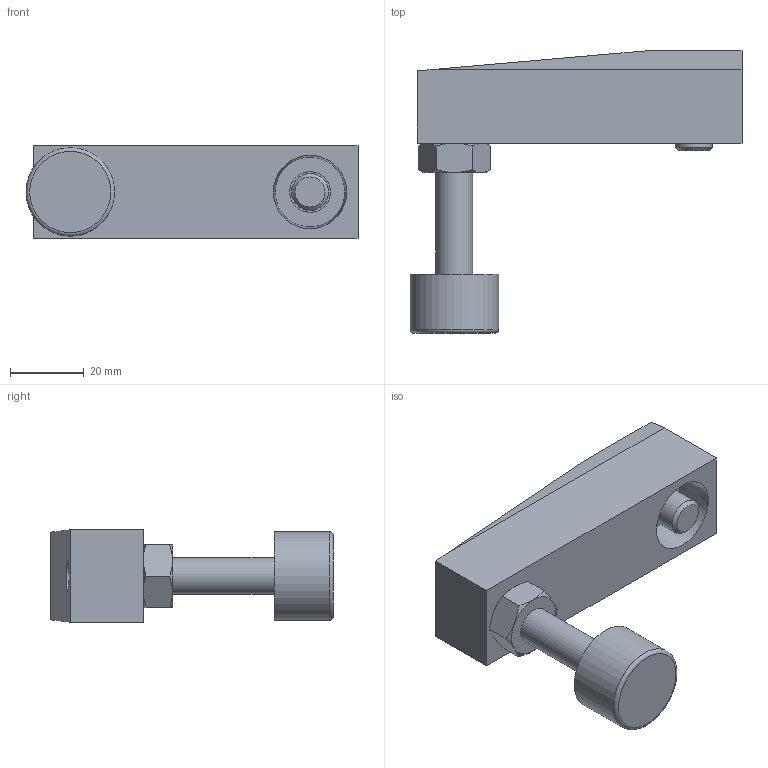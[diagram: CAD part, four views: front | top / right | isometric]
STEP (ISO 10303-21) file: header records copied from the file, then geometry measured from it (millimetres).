
FILE_DESCRIPTION(/* description */ ('STEP AP214'),/* implementation_level */ '2;1');
FILE_NAME(/* name */ '535555_CLR-50_63-FS',/* time_stamp */ '2024-07-25T08:58:23+02:00',/* author */ ('License CC BY-ND 4.0'),/* organization */ ('CADENAS'),/* preprocessor_version */ 'ST-DEVELOPER v19.3',/* originating_system */ 'PARTsolutions',/* authorisation */ ' ');
FILE_SCHEMA (('AUTOMOTIVE_DESIGN {1 0 10303 214 3 1 1}'));
Length unit declared in the file: millimetre
Products named in the file (5): 535555 CLR-50/63-FS; 535555 CLR-50/63-FS---(S); DIN 934 - M10(F); CLR-50/63-FS---(SPS); DIN-6912 - M10x20(F)
Assembly tree (4 placements, depth 2):
  535555 CLR-50/63-FS
    535555 CLR-50/63-FS---(S)
    DIN 934 - M10(F)
    CLR-50/63-FS---(SPS)
    DIN-6912 - M10x20(F)
Bounding box: 90 x 76.5 x 25 mm (x, y, z)
Volume: 59327.9 mm3; surface area: 17187.8 mm2
Topology: 4 solids, 4 shells, 66 faces, 134 edges, 80 vertices
Faces by surface type: plane 37, cone 17, cylinder 9, torus 3
Full cylindrical faces by diameter (mm): 5 x1, 8.376 x2, 10 x2, 11 x1, 16 x1, 18 x1, 24 x1
Entity records: 1744 total; most frequent: CARTESIAN_POINT 346, DIRECTION 275, ORIENTED_EDGE 214, AXIS2_PLACEMENT_3D 115, EDGE_CURVE 107, FACE_BOUND 99, EDGE_LOOP 98, VERTEX_POINT 76
